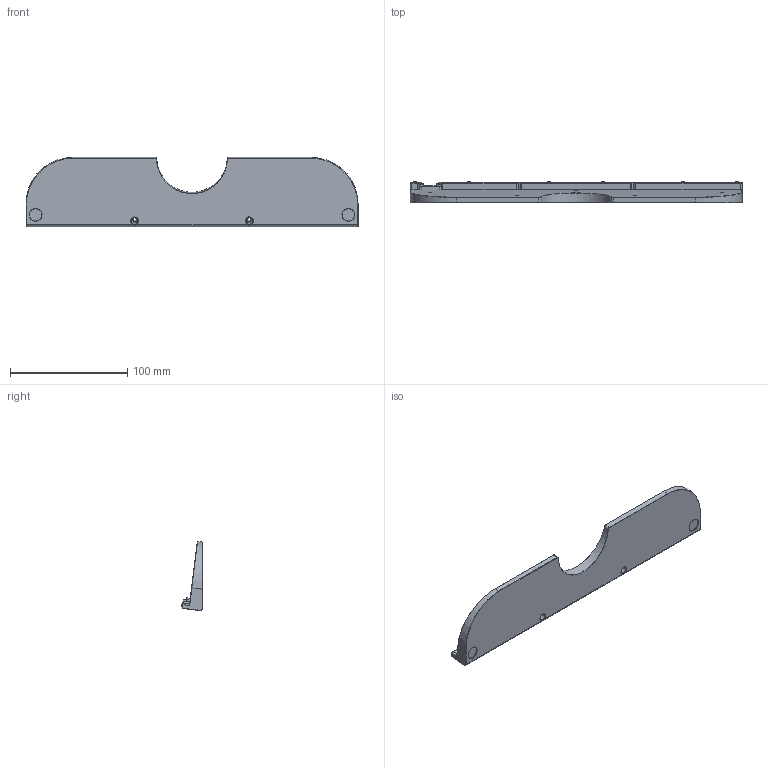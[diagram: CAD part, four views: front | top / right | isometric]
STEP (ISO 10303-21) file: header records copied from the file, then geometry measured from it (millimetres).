
FILE_DESCRIPTION (( 'STEP AP214' ), '1' );
FILE_NAME ('Viktus_Sinne_Weight_V1.2.STEP', '2021-12-06T17:41:43', ( '' ), ( '' ), 'SwSTEP 2.0', 'SolidWorks 2019', '' );
FILE_SCHEMA (( 'AUTOMOTIVE_DESIGN' ));
Length unit declared in the file: millimetre
Products named in the file (1): Viktus_Sinne_Weight_V1.2
Bounding box: 283 x 18.3 x 58.99 mm (x, y, z)
Volume: 129717.9 mm3; surface area: 38329.1 mm2
Topology: 1 solids, 1 shells, 600 faces, 1450 edges, 835 vertices
Faces by surface type: plane 266, cylinder 152, cone 145, bspline 35, torus 2
Entity records: 22312 total; most frequent: CARTESIAN_POINT 8578, DIRECTION 2880, ORIENTED_EDGE 2834, EDGE_CURVE 1417, AXIS2_PLACEMENT_3D 989, LINE 902, VECTOR 902, VERTEX_POINT 835
